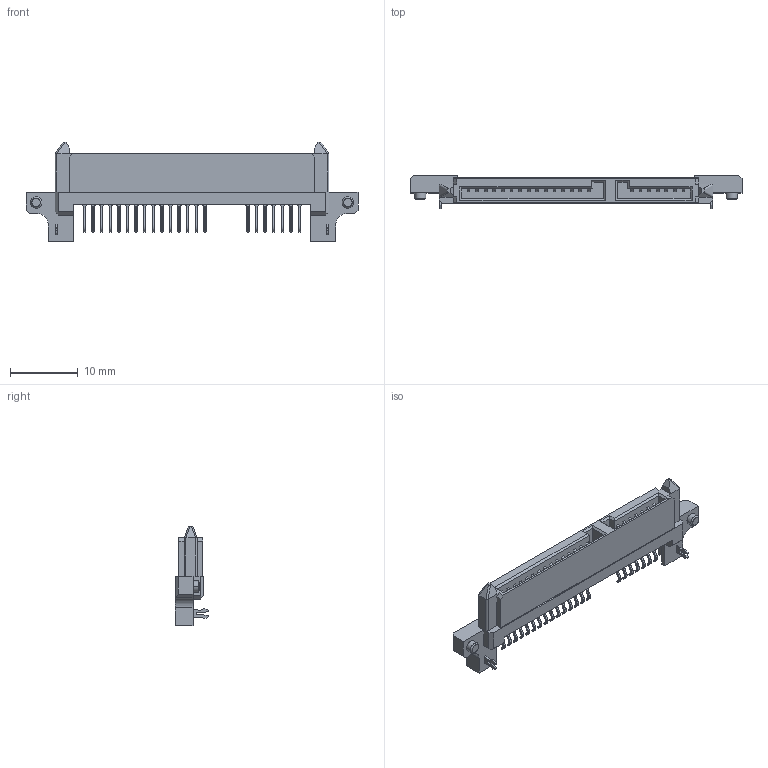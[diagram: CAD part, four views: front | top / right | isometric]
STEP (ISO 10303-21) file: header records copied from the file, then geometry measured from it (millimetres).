
FILE_DESCRIPTION((''),'2;1');
FILE_NAME('10031569C','2019-09-13T',('KumarP'),('AFCI'),'CREO PARAMETRIC BY PTC INC, 2016130','CREO PARAMETRIC BY PTC INC, 2016130','');
FILE_SCHEMA(('CONFIG_CONTROL_DESIGN'));
Length unit declared in the file: inch
Products named in the file (1): 10031569C
Bounding box: 49 x 5 x 14.7 mm (x, y, z)
Volume: 997.4 mm3; surface area: 1740.6 mm2
Topology: 1 solids, 1 shells, 1241 faces, 3099 edges, 1888 vertices
Faces by surface type: cylinder 560, plane 501, torus 176, cone 4
Entity records: 37401 total; most frequent: CARTESIAN_POINT 7382, DIRECTION 6431, ORIENTED_EDGE 6198, EDGE_CURVE 3099, AXIS2_PLACEMENT_3D 2283, VERTEX_POINT 1888, VECTOR 1865, LINE 1865
